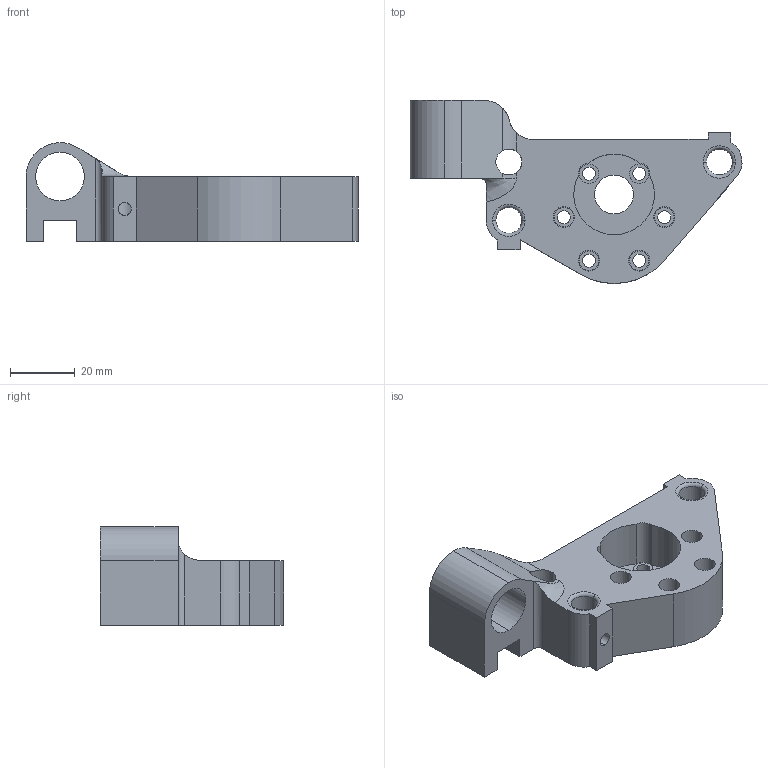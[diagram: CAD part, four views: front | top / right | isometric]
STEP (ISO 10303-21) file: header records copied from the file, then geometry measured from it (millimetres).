
FILE_DESCRIPTION (( 'STEP AP214' ), '1' );
FILE_NAME ('horisontal_slider_upper.STEP', '2025-01-12T00:02:36', ( '' ), ( '' ), 'SwSTEP 2.0', 'SolidWorks 2024', '' );
FILE_SCHEMA (( 'AUTOMOTIVE_DESIGN' ));
Length unit declared in the file: millimetre
Products named in the file (1): horisontal_slider_upper
Bounding box: 102.48 x 56.5 x 30.5 mm (x, y, z)
Volume: 52137.5 mm3; surface area: 18036.3 mm2
Topology: 1 solids, 1 shells, 104 faces, 279 edges, 186 vertices
Faces by surface type: cylinder 58, plane 35, torus 10, bspline 1
Entity records: 3795 total; most frequent: CARTESIAN_POINT 1026, DIRECTION 595, ORIENTED_EDGE 558, EDGE_CURVE 279, AXIS2_PLACEMENT_3D 240, VERTEX_POINT 186, EDGE_LOOP 143, CIRCLE 136
